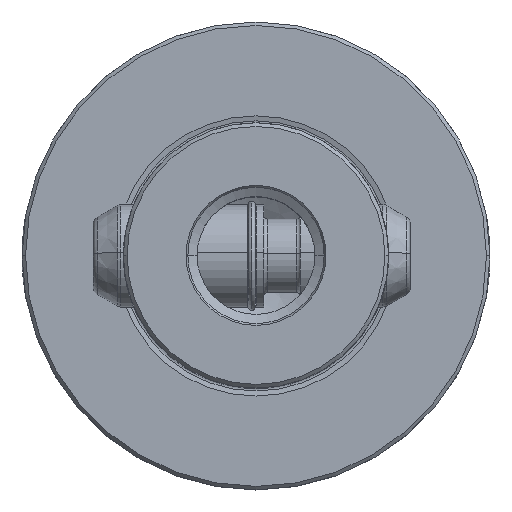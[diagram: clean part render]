
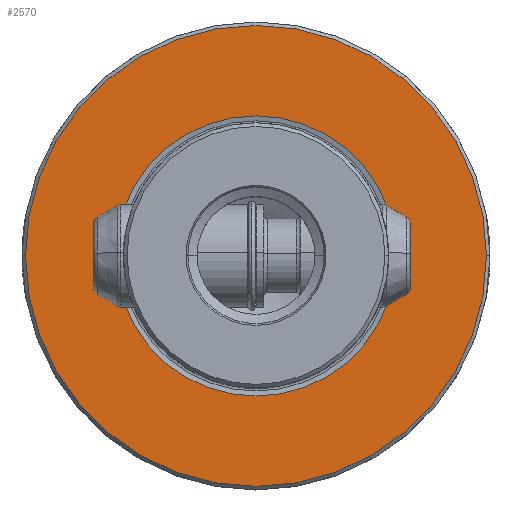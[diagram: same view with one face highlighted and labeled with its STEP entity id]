
A CAD part, top view. The second image highlights one B-rep face of the part: STEP entity #2570.
In plain terms, the highlighted planar face has unit normal (0, 0, 1).
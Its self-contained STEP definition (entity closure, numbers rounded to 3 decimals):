
#1496=EDGE_CURVE('NONE',#2750,#2604,#3709,.T.);
#1520=VERTEX_POINT('NONE',#3734);
#2046=VERTEX_POINT('NONE',#4316);
#2570=ADVANCED_FACE('NONE',(#4900,#4901),#4902,.F.);
#2604=VERTEX_POINT('NONE',#4941);
#2750=VERTEX_POINT('NONE',#5104);
#2774=EDGE_CURVE('NONE',#1520,#2046,#5132,.T.);
#2966=EDGE_CURVE('NONE',#2604,#2750,#5347,.T.);
#2980=EDGE_CURVE('NONE',#2046,#1520,#5365,.T.);
#3709=CIRCLE('',#6468,19.012);
#3734=CARTESIAN_POINT('',(-31.275,0.0,0.0));
#4316=CARTESIAN_POINT('',(31.275,0.,0.0));
#4900=FACE_OUTER_BOUND('',#8646,.T.);
#4901=FACE_BOUND('',#8647,.T.);
#4902=PLANE('',#8648);
#4941=CARTESIAN_POINT('',(19.012,0.0,0.0));
#5104=CARTESIAN_POINT('',(-19.012,0.,0.0));
#5132=CIRCLE('',#9144,31.275);
#5347=CIRCLE('',#9485,19.012);
#5365=CIRCLE('',#9510,31.275);
#6468=AXIS2_PLACEMENT_3D('',#10573,#10574,#10575);
#8646=EDGE_LOOP('',(#11975,#11976));
#8647=EDGE_LOOP('',(#11977,#11978));
#8648=AXIS2_PLACEMENT_3D('',#11979,#11980,#11981);
#9144=AXIS2_PLACEMENT_3D('',#12263,#12264,#12265);
#9485=AXIS2_PLACEMENT_3D('',#12521,#12522,#12523);
#9510=AXIS2_PLACEMENT_3D('',#12555,#12556,#12557);
#10573=CARTESIAN_POINT('',(0.0,0.0,0.0));
#10574=DIRECTION('',(0.0,0.0,1.0));
#10575=DIRECTION('',(-1.0,0.0,0.0));
#11975=ORIENTED_EDGE('',*,*,#2774,.F.);
#11976=ORIENTED_EDGE('',*,*,#2980,.F.);
#11977=ORIENTED_EDGE('',*,*,#2966,.F.);
#11978=ORIENTED_EDGE('',*,*,#1496,.F.);
#11979=CARTESIAN_POINT('',(0.0,31.75,0.0));
#11980=DIRECTION('',(0.0,0.0,-1.0));
#11981=DIRECTION('',(0.0,1.0,0.0));
#12263=CARTESIAN_POINT('',(0.0,0.0,0.0));
#12264=DIRECTION('',(0.0,0.0,-1.0));
#12265=DIRECTION('',(-1.0,0.0,0.0));
#12521=CARTESIAN_POINT('',(0.0,0.0,0.0));
#12522=DIRECTION('',(0.0,0.0,1.0));
#12523=DIRECTION('',(-1.0,0.0,0.0));
#12555=CARTESIAN_POINT('',(0.0,0.0,0.0));
#12556=DIRECTION('',(0.0,0.0,-1.0));
#12557=DIRECTION('',(-1.0,0.0,0.0));
